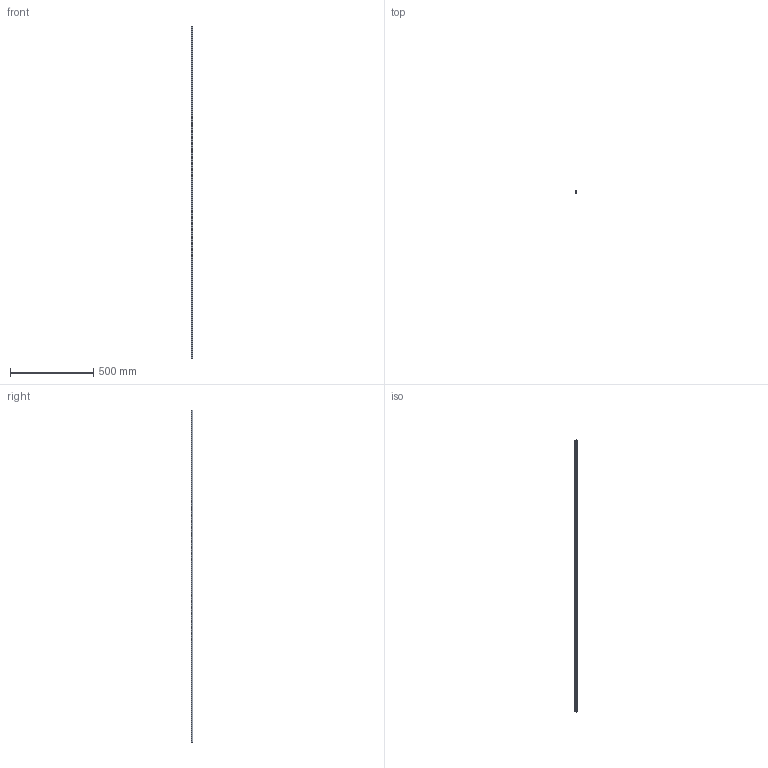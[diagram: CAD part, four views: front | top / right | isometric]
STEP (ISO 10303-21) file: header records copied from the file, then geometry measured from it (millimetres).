
FILE_DESCRIPTION (( 'STEP AP203' ), '1' );
FILE_NAME ('AL-390.0400A.01 Çàãëóøêà ïàçîâàÿ óñèëåííàÿ, ïàç 10 (2,0 ì).STEP', '2025-02-27T07:24:19', ( '' ), ( '' ), 'SwSTEP 2.0', 'SolidWorks 2021', '' );
FILE_SCHEMA (( 'CONFIG_CONTROL_DESIGN' ));
Length unit declared in the file: millimetre
Products named in the file (1): AL-390.0400A.01 Çàãëóøêà ïàçîâàÿ óñèëåííàÿ, ïàç 10 (2,0 ì)
Bounding box: 11.6 x 9 x 2000 mm (x, y, z)
Volume: 54572 mm3; surface area: 113718.1 mm2
Topology: 1 solids, 1 shells, 27 faces, 75 edges, 50 vertices
Faces by surface type: plane 16, cylinder 11
Entity records: 948 total; most frequent: CARTESIAN_POINT 153, DIRECTION 153, ORIENTED_EDGE 150, EDGE_CURVE 75, LINE 53, VECTOR 53, AXIS2_PLACEMENT_3D 50, VERTEX_POINT 50
